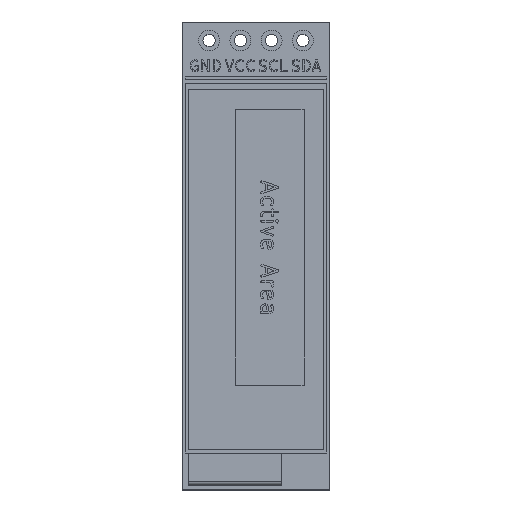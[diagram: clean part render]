
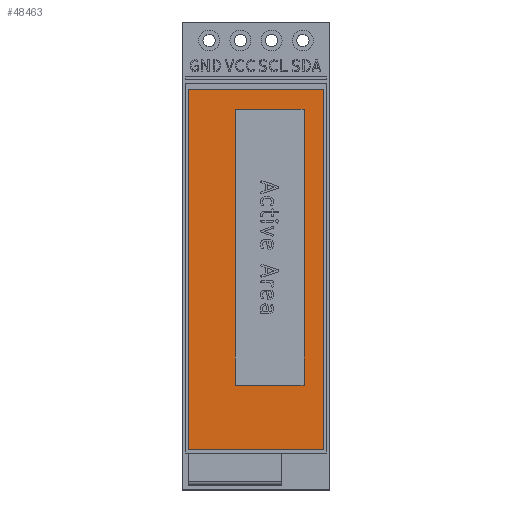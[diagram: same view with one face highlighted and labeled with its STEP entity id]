
A CAD part, top view. The second image highlights one B-rep face of the part: STEP entity #48463.
In plain terms, the highlighted planar face has unit normal (0, 0, 1).
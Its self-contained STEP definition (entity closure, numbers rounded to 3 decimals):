
#48407 = VERTEX_POINT('',#48408);
#48408 = CARTESIAN_POINT('',(9.31,-4.,5.24));
#48414 = EDGE_CURVE('',#48415,#48407,#48417,.T.);
#48415 = VERTEX_POINT('',#48416);
#48416 = CARTESIAN_POINT('',(-1.69,-4.,5.24));
#48417 = LINE('',#48418,#48419);
#48418 = CARTESIAN_POINT('',(-1.69,-4.,5.24));
#48419 = VECTOR('',#48420,1.);
#48420 = DIRECTION('',(1.,0.,0.));
#48463 = ADVANCED_FACE('',(#48464,#48489),#48523,.F.);
#48464 = FACE_BOUND('',#48465,.F.);
#48465 = EDGE_LOOP('',(#48466,#48467,#48475,#48483));
#48466 = ORIENTED_EDGE('',*,*,#48414,.T.);
#48467 = ORIENTED_EDGE('',*,*,#48468,.T.);
#48468 = EDGE_CURVE('',#48407,#48469,#48471,.T.);
#48469 = VERTEX_POINT('',#48470);
#48470 = CARTESIAN_POINT('',(9.31,-33.25,5.24));
#48471 = LINE('',#48472,#48473);
#48472 = CARTESIAN_POINT('',(9.31,-4.,5.24));
#48473 = VECTOR('',#48474,1.);
#48474 = DIRECTION('',(0.,-1.,0.));
#48475 = ORIENTED_EDGE('',*,*,#48476,.F.);
#48476 = EDGE_CURVE('',#48477,#48469,#48479,.T.);
#48477 = VERTEX_POINT('',#48478);
#48478 = CARTESIAN_POINT('',(-1.69,-33.25,5.24));
#48479 = LINE('',#48480,#48481);
#48480 = CARTESIAN_POINT('',(-1.69,-33.25,5.24));
#48481 = VECTOR('',#48482,1.);
#48482 = DIRECTION('',(1.,0.,0.));
#48483 = ORIENTED_EDGE('',*,*,#48484,.F.);
#48484 = EDGE_CURVE('',#48415,#48477,#48485,.T.);
#48485 = LINE('',#48486,#48487);
#48486 = CARTESIAN_POINT('',(-1.69,-4.,5.24));
#48487 = VECTOR('',#48488,1.);
#48488 = DIRECTION('',(0.,-1.,0.));
#48489 = FACE_BOUND('',#48490,.F.);
#48490 = EDGE_LOOP('',(#48491,#48501,#48509,#48517));
#48491 = ORIENTED_EDGE('',*,*,#48492,.T.);
#48492 = EDGE_CURVE('',#48493,#48495,#48497,.T.);
#48493 = VERTEX_POINT('',#48494);
#48494 = CARTESIAN_POINT('',(7.71,-27.984,5.24));
#48495 = VERTEX_POINT('',#48496);
#48496 = CARTESIAN_POINT('',(7.71,-5.6,5.24));
#48497 = LINE('',#48498,#48499);
#48498 = CARTESIAN_POINT('',(7.71,-27.984,5.24));
#48499 = VECTOR('',#48500,1.);
#48500 = DIRECTION('',(0.,1.,0.));
#48501 = ORIENTED_EDGE('',*,*,#48502,.T.);
#48502 = EDGE_CURVE('',#48495,#48503,#48505,.T.);
#48503 = VERTEX_POINT('',#48504);
#48504 = CARTESIAN_POINT('',(2.126,-5.6,5.24));
#48505 = LINE('',#48506,#48507);
#48506 = CARTESIAN_POINT('',(7.71,-5.6,5.24));
#48507 = VECTOR('',#48508,1.);
#48508 = DIRECTION('',(-1.,0.,0.));
#48509 = ORIENTED_EDGE('',*,*,#48510,.T.);
#48510 = EDGE_CURVE('',#48503,#48511,#48513,.T.);
#48511 = VERTEX_POINT('',#48512);
#48512 = CARTESIAN_POINT('',(2.126,-27.984,5.24));
#48513 = LINE('',#48514,#48515);
#48514 = CARTESIAN_POINT('',(2.126,-5.6,5.24));
#48515 = VECTOR('',#48516,1.);
#48516 = DIRECTION('',(0.,-1.,0.));
#48517 = ORIENTED_EDGE('',*,*,#48518,.T.);
#48518 = EDGE_CURVE('',#48511,#48493,#48519,.T.);
#48519 = LINE('',#48520,#48521);
#48520 = CARTESIAN_POINT('',(2.126,-27.984,5.24));
#48521 = VECTOR('',#48522,1.);
#48522 = DIRECTION('',(1.,0.,0.));
#48523 = PLANE('',#48524);
#48524 = AXIS2_PLACEMENT_3D('',#48525,#48526,#48527);
#48525 = CARTESIAN_POINT('',(-1.69,-4.,5.24));
#48526 = DIRECTION('',(0.,0.,-1.));
#48527 = DIRECTION('',(0.,-1.,0.));
